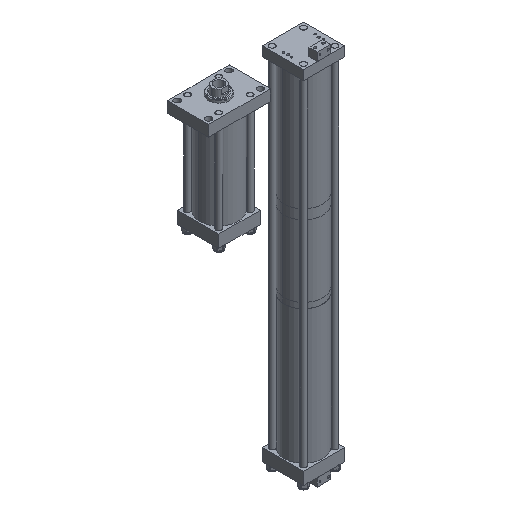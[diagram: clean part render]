
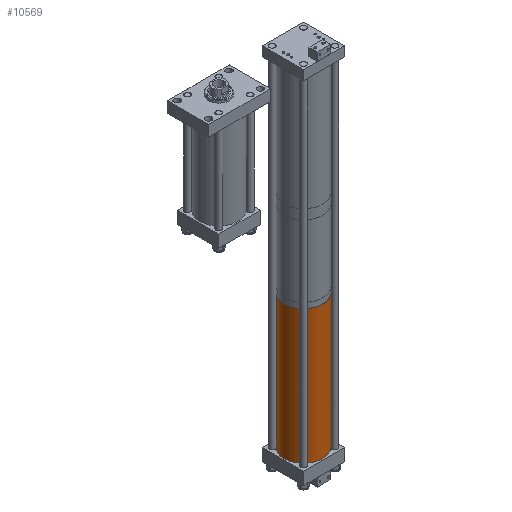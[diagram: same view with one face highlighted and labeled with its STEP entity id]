
A CAD part, isometric view. The second image highlights one B-rep face of the part: STEP entity #10569.
In plain terms, the highlighted cylindrical face has radius 88.9 mm (diameter 177.8 mm), a partial arc.
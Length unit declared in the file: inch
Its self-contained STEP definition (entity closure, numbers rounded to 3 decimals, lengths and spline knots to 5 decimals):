
#455 = ORIENTED_EDGE ( 'NONE', *, *, #2834, .F. ) ;
#557 = VERTEX_POINT ( 'NONE', #15445 ) ;
#686 = CARTESIAN_POINT ( 'NONE',  ( -3.5, 0., 0. ) ) ;
#711 = DIRECTION ( 'NONE',  ( 0., 0., -1. ) ) ;
#957 = DIRECTION ( 'NONE',  ( 0., 0., -1. ) ) ;
#1174 = LINE ( 'NONE', #16059, #4155 ) ;
#1536 = CARTESIAN_POINT ( 'NONE',  ( 0., 0., 24.318 ) ) ;
#2423 = AXIS2_PLACEMENT_3D ( 'NONE', #7787, #6563, #7843 ) ;
#2530 = EDGE_CURVE ( 'NONE', #557, #16185, #10540, .T. ) ;
#2834 = EDGE_CURVE ( 'NONE', #16185, #11122, #1174, .T. ) ;
#3338 = LINE ( 'NONE', #13361, #15505 ) ;
#3385 = EDGE_CURVE ( 'NONE', #557, #14340, #3338, .T. ) ;
#3469 = DIRECTION ( 'NONE',  ( 1., 0., 0. ) ) ;
#4155 = VECTOR ( 'NONE', #957, 39.37008 ) ;
#4446 = EDGE_CURVE ( 'NONE', #14340, #11122, #5697, .T. ) ;
#5491 = AXIS2_PLACEMENT_3D ( 'NONE', #13665, #10934, #3469 ) ;
#5697 = CIRCLE ( 'NONE', #5491, 3.5 ) ;
#5738 = FACE_OUTER_BOUND ( 'NONE', #10892, .T. ) ;
#6221 = AXIS2_PLACEMENT_3D ( 'NONE', #1536, #14244, #10442 ) ;
#6563 = DIRECTION ( 'NONE',  ( 0., 0., -1. ) ) ;
#6670 = CARTESIAN_POINT ( 'NONE',  ( 3.5, 0., 0. ) ) ;
#7086 = ORIENTED_EDGE ( 'NONE', *, *, #4446, .T. ) ;
#7787 = CARTESIAN_POINT ( 'NONE',  ( 0., 0., 24.318 ) ) ;
#7843 = DIRECTION ( 'NONE',  ( -1., 0., 0. ) ) ;
#10442 = DIRECTION ( 'NONE',  ( 1., 0., 0. ) ) ;
#10540 = CIRCLE ( 'NONE', #6221, 3.5 ) ;
#10569 = ADVANCED_FACE ( 'NONE', ( #5738 ), #14141, .T. ) ;
#10892 = EDGE_LOOP ( 'NONE', ( #455, #14910, #12047, #7086 ) ) ;
#10934 = DIRECTION ( 'NONE',  ( 0., 0., 1. ) ) ;
#11122 = VERTEX_POINT ( 'NONE', #6670 ) ;
#12047 = ORIENTED_EDGE ( 'NONE', *, *, #3385, .T. ) ;
#13361 = CARTESIAN_POINT ( 'NONE',  ( -3.5, 0., 24.318 ) ) ;
#13665 = CARTESIAN_POINT ( 'NONE',  ( 0., 0., 0. ) ) ;
#14141 = CYLINDRICAL_SURFACE ( 'NONE', #2423, 3.5 ) ;
#14207 = CARTESIAN_POINT ( 'NONE',  ( 3.5, 0., 24.318 ) ) ;
#14244 = DIRECTION ( 'NONE',  ( 0., 0., 1. ) ) ;
#14340 = VERTEX_POINT ( 'NONE', #686 ) ;
#14910 = ORIENTED_EDGE ( 'NONE', *, *, #2530, .F. ) ;
#15445 = CARTESIAN_POINT ( 'NONE',  ( -3.5, 0., 24.318 ) ) ;
#15505 = VECTOR ( 'NONE', #711, 39.37008 ) ;
#16059 = CARTESIAN_POINT ( 'NONE',  ( 3.5, 0., 24.318 ) ) ;
#16185 = VERTEX_POINT ( 'NONE', #14207 ) ;
